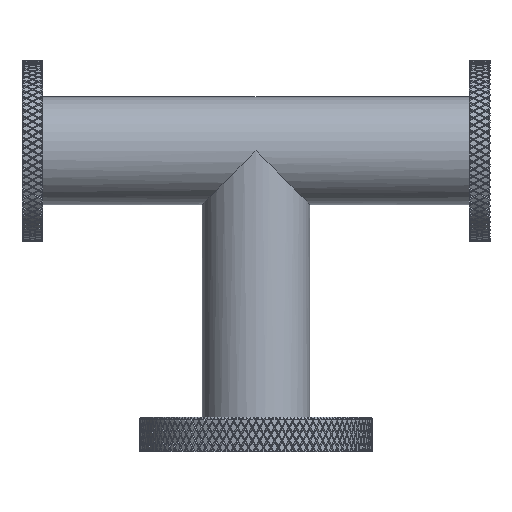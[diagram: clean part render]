
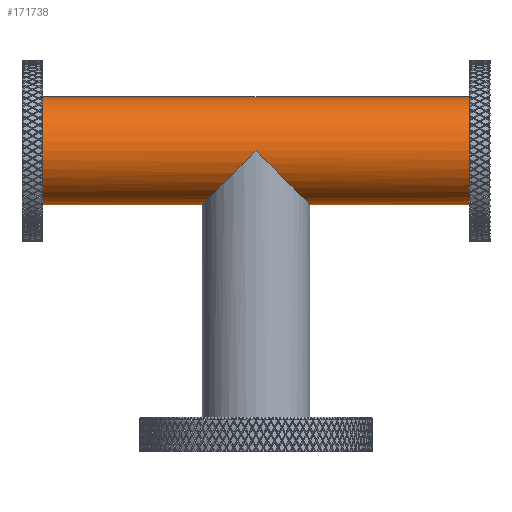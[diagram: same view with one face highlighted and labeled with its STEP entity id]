
A CAD part, front view. The second image highlights one B-rep face of the part: STEP entity #171738.
In plain terms, the highlighted cylindrical face has radius 10.287 mm (diameter 20.574 mm), a partial arc.
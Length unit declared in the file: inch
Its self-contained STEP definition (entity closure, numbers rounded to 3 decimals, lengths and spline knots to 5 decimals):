
#41014=CARTESIAN_POINT('',(-1.6,0.,2.26));
#41015=DIRECTION('',(-1.,0.,0.));
#41016=DIRECTION('',(0.,0.,-1.));
#41017=AXIS2_PLACEMENT_3D('',#41014,#41015,#41016);
#41019=CARTESIAN_POINT('',(1.6,0.,2.26));
#41020=DIRECTION('',(-1.,0.,0.));
#41021=DIRECTION('',(0.,0.,-1.));
#41022=AXIS2_PLACEMENT_3D('',#41019,#41020,#41021);
#41024=DIRECTION('',(-1.,0.,0.));
#41025=VECTOR('',#41024,1.195);
#41026=CARTESIAN_POINT('',(1.6,0.,1.855));
#41027=LINE('',#41026,#41025);
#41028=CARTESIAN_POINT('',(0.405,0.,1.855));
#41029=CARTESIAN_POINT('',(0.40503,-0.01284,1.855));
#41030=CARTESIAN_POINT('',(0.40378,-0.03881,
1.85622));
#41031=CARTESIAN_POINT('',(0.39806,-0.07817,
1.86194));
#41032=CARTESIAN_POINT('',(0.38823,-0.11778,
1.87177));
#41033=CARTESIAN_POINT('',(0.37404,-0.15724,
1.88596));
#41034=CARTESIAN_POINT('',(0.35503,-0.19659,
1.90497));
#41035=CARTESIAN_POINT('',(0.33064,-0.23545,
1.92936));
#41036=CARTESIAN_POINT('',(0.30044,-0.27309,
1.95956));
#41037=CARTESIAN_POINT('',(0.26403,-0.30858,
1.99597));
#41038=CARTESIAN_POINT('',(0.22127,-0.34068,
2.03873));
#41039=CARTESIAN_POINT('',(0.17244,-0.36793,
2.08756));
#41040=CARTESIAN_POINT('',(0.1183,-0.38883,
2.14172));
#41041=CARTESIAN_POINT('',(0.06013,-0.40199,
2.1998));
#41042=CARTESIAN_POINT('',(0.02031,-0.405,2.23983));
#41043=CARTESIAN_POINT('',(0.,-0.405,2.26));
#41045=CARTESIAN_POINT('',(0.,-0.405,2.26));
#41046=CARTESIAN_POINT('',(-0.02031,-0.405,2.23983));
#41047=CARTESIAN_POINT('',(-0.06013,-0.40199,
2.1998));
#41048=CARTESIAN_POINT('',(-0.1183,-0.38883,
2.14172));
#41049=CARTESIAN_POINT('',(-0.17244,-0.36793,
2.08756));
#41050=CARTESIAN_POINT('',(-0.22127,-0.34068,
2.03873));
#41051=CARTESIAN_POINT('',(-0.26403,-0.30858,
1.99597));
#41052=CARTESIAN_POINT('',(-0.30044,-0.27309,
1.95956));
#41053=CARTESIAN_POINT('',(-0.33064,-0.23545,
1.92936));
#41054=CARTESIAN_POINT('',(-0.35503,-0.19659,
1.90497));
#41055=CARTESIAN_POINT('',(-0.37404,-0.15724,
1.88596));
#41056=CARTESIAN_POINT('',(-0.38823,-0.11778,
1.87177));
#41057=CARTESIAN_POINT('',(-0.39806,-0.07816,
1.86194));
#41058=CARTESIAN_POINT('',(-0.40378,-0.03881,
1.85622));
#41059=CARTESIAN_POINT('',(-0.40503,-0.01284,1.855));
#41060=CARTESIAN_POINT('',(-0.405,0.,1.855));
#41062=DIRECTION('',(-1.,0.,0.));
#41063=VECTOR('',#41062,1.195);
#41064=CARTESIAN_POINT('',(-0.405,0.,1.855));
#41065=LINE('',#41064,#41063);
#62959=CARTESIAN_POINT('',(-0.405,0.,1.855));
#62991=CARTESIAN_POINT('',(0.405,0.,1.855));
#62998=DIRECTION('',(-1.,0.,0.));
#62999=VECTOR('',#62998,3.2);
#63000=CARTESIAN_POINT('',(1.6,0.,2.665));
#63001=LINE('',#63000,#62999);
#88720=VERTEX_POINT('',#62991);
#88721=VERTEX_POINT('',#62959);
#88722=VERTEX_POINT('',#41043);
#90779=CARTESIAN_POINT('',(1.6,0.,2.665));
#90780=CARTESIAN_POINT('',(1.6,0.,1.855));
#90781=VERTEX_POINT('',#90779);
#90782=VERTEX_POINT('',#90780);
#92835=CARTESIAN_POINT('',(-1.6,0.,2.665));
#92836=CARTESIAN_POINT('',(-1.6,0.,1.855));
#92837=VERTEX_POINT('',#92835);
#92838=VERTEX_POINT('',#92836);
#171719=CARTESIAN_POINT('',(1.6,0.,2.26));
#171720=DIRECTION('',(-1.,0.,0.));
#171721=DIRECTION('',(0.,0.,1.));
#171722=AXIS2_PLACEMENT_3D('',#171719,#171720,#171721);
#171723=CYLINDRICAL_SURFACE('',#171722,0.405);
#171725=ORIENTED_EDGE('',*,*,#171724,.T.);
#171727=ORIENTED_EDGE('',*,*,#171726,.F.);
#171729=ORIENTED_EDGE('',*,*,#171728,.F.);
#171731=ORIENTED_EDGE('',*,*,#171730,.T.);
#171732=ORIENTED_EDGE('',*,*,#171713,.T.);
#171733=ORIENTED_EDGE('',*,*,#171711,.T.);
#171735=ORIENTED_EDGE('',*,*,#171734,.T.);
#171736=EDGE_LOOP('',(#171725,#171727,#171729,#171731,#171732,#171733,#171735));
#171737=FACE_OUTER_BOUND('',#171736,.F.);
#171738=ADVANCED_FACE('',(#171737),#171723,.T.);
#41018=CIRCLE('',#41017,0.405);
#41023=CIRCLE('',#41022,0.405);
#41044=B_SPLINE_CURVE_WITH_KNOTS('',3,(#41028,#41029,#41030,#41031,#41032,
#41033,#41034,#41035,#41036,#41037,#41038,#41039,#41040,#41041,#41042,#41043),
.UNSPECIFIED.,.F.,.F.,(4,1,1,1,1,1,1,1,1,1,1,1,1,4),(0.,0.07692,
0.15385,0.23077,0.30769,0.38462,
0.46154,0.53846,0.61538,0.69231,
0.76923,0.84615,0.92308,1.),.UNSPECIFIED.);
#41061=B_SPLINE_CURVE_WITH_KNOTS('',3,(#41045,#41046,#41047,#41048,#41049,
#41050,#41051,#41052,#41053,#41054,#41055,#41056,#41057,#41058,#41059,#41060),
.UNSPECIFIED.,.F.,.F.,(4,1,1,1,1,1,1,1,1,1,1,1,1,4),(0.,0.07692,
0.15385,0.23077,0.30769,0.38462,
0.46154,0.53846,0.61538,0.69231,
0.76923,0.84615,0.92308,1.),.UNSPECIFIED.);
#171711=EDGE_CURVE('',#88722,#88721,#41061,.T.);
#171713=EDGE_CURVE('',#88720,#88722,#41044,.T.);
#171724=EDGE_CURVE('',#92838,#92837,#41018,.T.);
#171726=EDGE_CURVE('',#90781,#92837,#63001,.T.);
#171728=EDGE_CURVE('',#90782,#90781,#41023,.T.);
#171730=EDGE_CURVE('',#90782,#88720,#41027,.T.);
#171734=EDGE_CURVE('',#88721,#92838,#41065,.T.);
